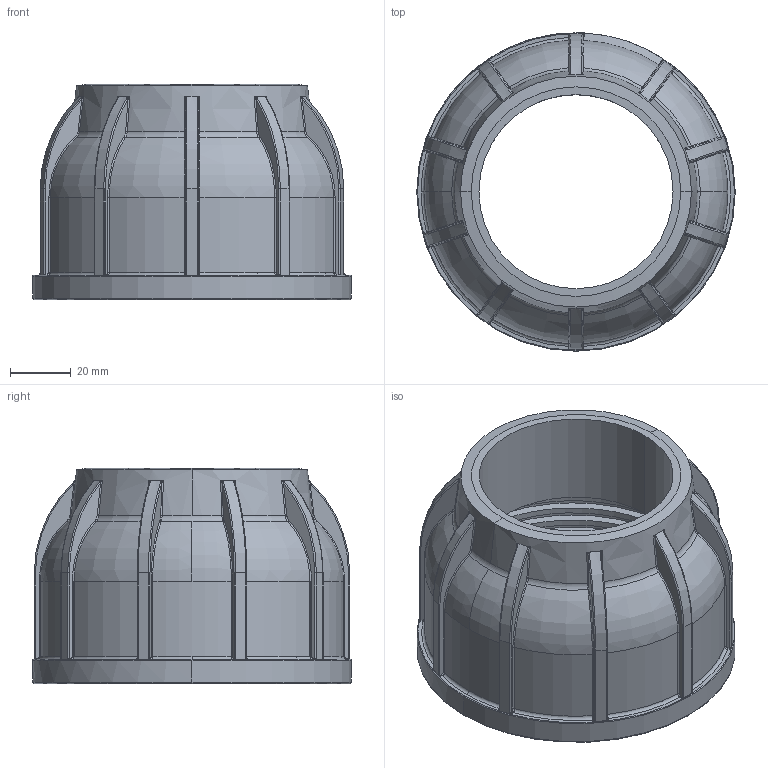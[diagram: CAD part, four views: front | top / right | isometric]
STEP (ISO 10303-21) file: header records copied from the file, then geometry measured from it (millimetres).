
FILE_DESCRIPTION (( 'STEP AP203' ), '1' );
FILE_NAME ('R209.063.000.STEP', '2015-06-09T10:26:21', ( '' ), ( '' ), 'SwSTEP 2.0', 'SolidWorks 2012', '' );
FILE_SCHEMA (( 'CONFIG_CONTROL_DESIGN' ));
Length unit declared in the file: millimetre
Products named in the file (1): R209.063.000
Bounding box: 105 x 105 x 71 mm (x, y, z)
Volume: 145062.6 mm3; surface area: 61878.9 mm2
Topology: 1 solids, 1 shells, 875 faces, 1999 edges, 1129 vertices
Faces by surface type: bspline 265, cylinder 193, torus 166, plane 140, sphere 100, cone 11
Entity records: 33264 total; most frequent: CARTESIAN_POINT 15256, ORIENTED_EDGE 3998, DIRECTION 3602, EDGE_CURVE 1999, AXIS2_PLACEMENT_3D 1614, VERTEX_POINT 1129, CIRCLE 1003, EDGE_LOOP 880
